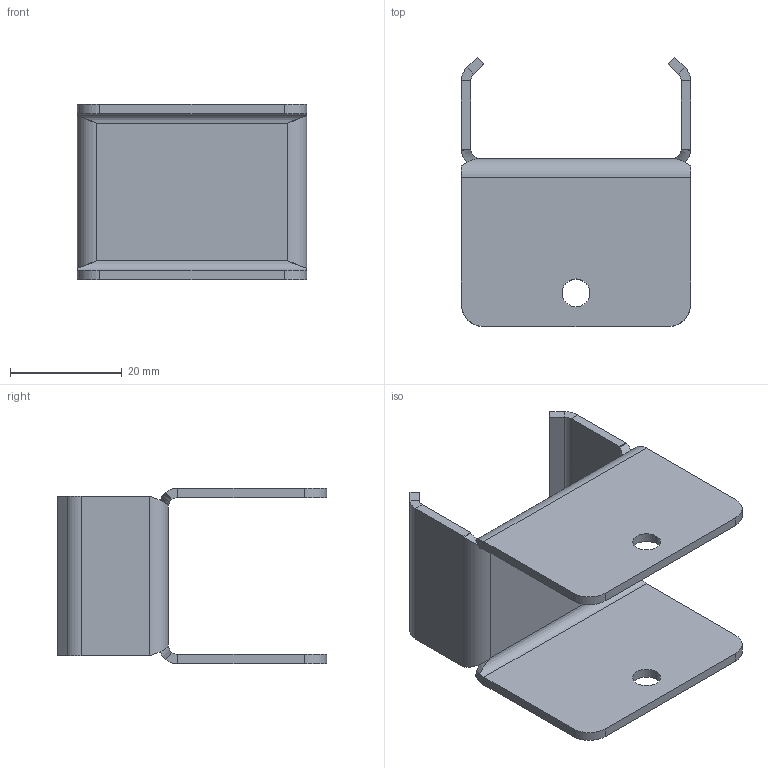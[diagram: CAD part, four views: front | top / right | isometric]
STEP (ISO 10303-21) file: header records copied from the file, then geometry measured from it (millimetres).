
FILE_DESCRIPTION((''),'2;1');
FILE_NAME('14044','2022-09-19T12:01:47',('PredragRovcanin'),('Audax d.o.o.'),'CREO PARAMETRIC BY PTC INC, 2020281','CREO PARAMETRIC BY PTC INC, 2020281','');
FILE_SCHEMA(('AUTOMOTIVE_DESIGN { 1 0 10303 214 1 1 1 1 }'));
Length unit declared in the file: millimetre
Products named in the file (1): 14044
Bounding box: 41 x 48.13 x 31.4 mm (x, y, z)
Volume: 7574.8 mm3; surface area: 9555.1 mm2
Topology: 1 solids, 1 shells, 70 faces, 158 edges, 106 vertices
Faces by surface type: plane 38, cylinder 20, bspline 12
Entity records: 3689 total; most frequent: CARTESIAN_POINT 963, COLOUR_RGB 320, ORIENTED_EDGE 312, DIRECTION 284, PRESENTATION_STYLE_ASSIGNMENT 159, STYLED_ITEM 159, CURVE_STYLE 158, EDGE_CURVE 156
